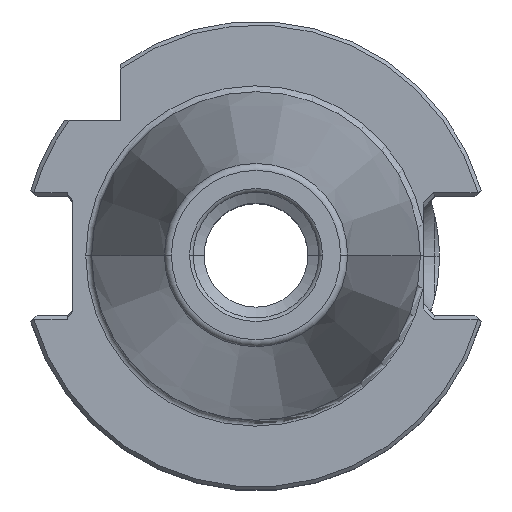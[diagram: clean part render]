
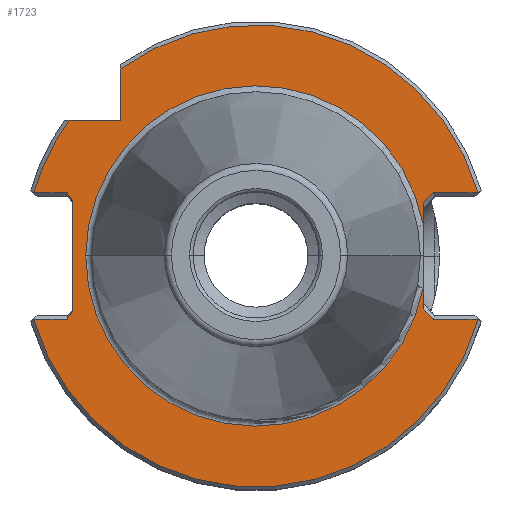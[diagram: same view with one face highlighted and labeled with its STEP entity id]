
A CAD part, top view. The second image highlights one B-rep face of the part: STEP entity #1723.
In plain terms, the highlighted planar face has unit normal (0, 0, 1).
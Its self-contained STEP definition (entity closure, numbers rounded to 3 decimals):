
#987=VERTEX_POINT('NONE',#2825);
#1001=VERTEX_POINT('NONE',#2839);
#1043=EDGE_CURVE('NONE',#1191,#2287,#2887,.T.);
#1075=VERTEX_POINT('NONE',#2925);
#1097=EDGE_CURVE('NONE',#2213,#1667,#2950,.T.);
#1157=VERTEX_POINT('NONE',#3017);
#1191=VERTEX_POINT('NONE',#3054);
#1329=EDGE_CURVE('NONE',#2577,#1689,#3204,.T.);
#1395=EDGE_CURVE('NONE',#1075,#1865,#3278,.T.);
#1479=EDGE_CURVE('NONE',#2287,#1865,#3366,.T.);
#1481=EDGE_CURVE('NONE',#2465,#1001,#3368,.T.);
#1617=EDGE_CURVE('NONE',#2227,#2465,#3521,.T.);
#1657=EDGE_CURVE('NONE',#2169,#1891,#3563,.T.);
#1667=VERTEX_POINT('NONE',#3575);
#1689=VERTEX_POINT('NONE',#3601);
#1717=EDGE_CURVE('NONE',#1157,#2189,#3633,.T.);
#1723=ADVANCED_FACE('NONE',(#3639),#3640,.T.);
#1763=VERTEX_POINT('NONE',#3686);
#1815=EDGE_CURVE('NONE',#2189,#987,#3745,.T.);
#1819=EDGE_CURVE('NONE',#1075,#2227,#3749,.T.);
#1861=EDGE_CURVE('NONE',#2213,#1157,#3796,.T.);
#1865=VERTEX_POINT('NONE',#3800);
#1891=VERTEX_POINT('NONE',#3826);
#2169=VERTEX_POINT('NONE',#4126);
#2189=VERTEX_POINT('NONE',#4147);
#2213=VERTEX_POINT('NONE',#4173);
#2227=VERTEX_POINT('NONE',#4187);
#2235=EDGE_CURVE('NONE',#1763,#2577,#4196,.T.);
#2253=EDGE_CURVE('NONE',#2627,#2169,#4216,.T.);
#2287=VERTEX_POINT('NONE',#4254);
#2373=EDGE_CURVE('NONE',#987,#1763,#4351,.T.);
#2449=EDGE_CURVE('NONE',#1689,#2627,#4436,.T.);
#2465=VERTEX_POINT('NONE',#4454);
#2577=VERTEX_POINT('NONE',#4575);
#2601=EDGE_CURVE('NONE',#1191,#1891,#4603,.T.);
#2627=VERTEX_POINT('NONE',#4633);
#2689=EDGE_CURVE('NONE',#1667,#1001,#4701,.T.);
#2825=CARTESIAN_POINT('',(-24.8,7.489,-3.2));
#2839=CARTESIAN_POINT('',(-18.35,25.295,-3.2));
#2887=CIRCLE('',#4968,23.025);
#2925=CARTESIAN_POINT('',(22.6,7.171,-3.2));
#2950=LINE('',#5105,#5106);
#3017=CARTESIAN_POINT('',(-30.058,8.55,-3.2));
#3054=CARTESIAN_POINT('',(22.6,-4.403,-3.2));
#3204=LINE('',#5530,#5531);
#3278=LINE('',#5625,#5626);
#3366=CIRCLE('',#5775,23.025);
#3368=CIRCLE('',#5778,31.25);
#3521=LINE('',#5987,#5988);
#3563=LINE('',#6048,#6049);
#3575=CARTESIAN_POINT('',(-18.35,18.35,-3.2));
#3601=CARTESIAN_POINT('',(-30.058,-8.55,-3.2));
#3633=LINE('',#6146,#6147);
#3639=FACE_OUTER_BOUND('',#6154,.T.);
#3640=PLANE('',#6155);
#3686=CARTESIAN_POINT('',(-24.8,-7.489,-3.2));
#3745=LINE('',#6314,#6315);
#3749=LINE('',#6321,#6322);
#3796=CIRCLE('',#6406,31.25);
#3800=CARTESIAN_POINT('',(22.6,4.403,-3.2));
#3826=CARTESIAN_POINT('',(22.6,-7.171,-3.2));
#4126=CARTESIAN_POINT('',(23.989,-8.56,-3.2));
#4147=CARTESIAN_POINT('',(-25.55,8.55,-3.2));
#4173=CARTESIAN_POINT('',(-25.295,18.35,-3.2));
#4187=CARTESIAN_POINT('',(23.989,8.56,-3.2));
#4196=LINE('',#7003,#7004);
#4216=LINE('',#7035,#7036);
#4254=CARTESIAN_POINT('',(-23.025,0.,-3.2));
#4351=LINE('',#7279,#7280);
#4436=CIRCLE('',#7444,31.25);
#4454=CARTESIAN_POINT('',(30.055,8.56,-3.2));
#4575=CARTESIAN_POINT('',(-25.55,-8.55,-3.2));
#4603=LINE('',#7736,#7737);
#4633=CARTESIAN_POINT('',(30.055,-8.56,-3.2));
#4701=LINE('',#7873,#7874);
#4968=AXIS2_PLACEMENT_3D('',#8109,#8110,#8111);
#5105=CARTESIAN_POINT('',(-38.35,18.35,-3.2));
#5106=VECTOR('',#8193,1000.0);
#5530=CARTESIAN_POINT('',(0.,-8.55,-3.2));
#5531=VECTOR('',#8454,1000.0);
#5625=CARTESIAN_POINT('',(22.6,-52.225,-3.2));
#5626=VECTOR('',#8558,1000.0);
#5775=AXIS2_PLACEMENT_3D('',#8615,#8616,#8617);
#5778=AXIS2_PLACEMENT_3D('',#8618,#8619,#8620);
#5987=CARTESIAN_POINT('',(31.75,8.56,-3.2));
#5988=VECTOR('',#8841,1000.0);
#6048=CARTESIAN_POINT('',(22.239,-6.811,-3.2));
#6049=VECTOR('',#8873,1000.0);
#6146=CARTESIAN_POINT('',(0.,8.55,-3.2));
#6147=VECTOR('',#8989,1000.0);
#6154=EDGE_LOOP('',(#8994,#8995,#8996,#8997,#8998,#8999,#9000,#9001,#9002,#9003,#9004,#9005,#9006,#9007,#9008,#9009,#9010,#9011));
#6155=AXIS2_PLACEMENT_3D('',#9012,#9013,#9014);
#6314=CARTESIAN_POINT('',(-19.157,-0.49,-3.2));
#6315=VECTOR('',#9150,1000.0);
#6321=CARTESIAN_POINT('',(-18.398,-33.827,-3.2));
#6322=VECTOR('',#9154,1000.0);
#6406=AXIS2_PLACEMENT_3D('',#9217,#9218,#9219);
#7003=CARTESIAN_POINT('',(-19.157,0.49,-3.2));
#7004=VECTOR('',#9583,1000.0);
#7035=CARTESIAN_POINT('',(24.2,-8.56,-3.2));
#7036=VECTOR('',#9612,1000.0);
#7279=CARTESIAN_POINT('',(-24.8,-52.225,-3.2));
#7280=VECTOR('',#9768,1000.0);
#7444=AXIS2_PLACEMENT_3D('',#9868,#9869,#9870);
#7736=CARTESIAN_POINT('',(22.6,-52.225,-3.2));
#7737=VECTOR('',#10060,1000.0);
#7873=CARTESIAN_POINT('',(-18.35,18.35,-3.2));
#7874=VECTOR('',#10176,1000.0);
#8109=CARTESIAN_POINT('',(0.0,0.0,-3.2));
#8110=DIRECTION('',(0.0,0.0,-1.0));
#8111=DIRECTION('',(-1.0,0.,0.0));
#8193=DIRECTION('',(1.0,0.,0.0));
#8454=DIRECTION('',(-1.0,0.,0.0));
#8558=DIRECTION('',(0.,-1.0,0.0));
#8615=CARTESIAN_POINT('',(0.0,0.0,-3.2));
#8616=DIRECTION('',(0.0,0.0,-1.0));
#8617=DIRECTION('',(-1.0,0.,0.0));
#8618=CARTESIAN_POINT('',(0.0,0.0,-3.2));
#8619=DIRECTION('',(0.0,0.0,1.0));
#8620=DIRECTION('',(-1.0,0.,0.0));
#8841=DIRECTION('',(1.0,0.,-0.0));
#8873=DIRECTION('',(-0.707,0.707,0.0));
#8989=DIRECTION('',(1.0,0.,-0.0));
#8994=ORIENTED_EDGE('',*,*,#1395,.F.);
#8995=ORIENTED_EDGE('',*,*,#1819,.T.);
#8996=ORIENTED_EDGE('',*,*,#1617,.T.);
#8997=ORIENTED_EDGE('',*,*,#1481,.T.);
#8998=ORIENTED_EDGE('',*,*,#2689,.F.);
#8999=ORIENTED_EDGE('',*,*,#1097,.F.);
#9000=ORIENTED_EDGE('',*,*,#1861,.T.);
#9001=ORIENTED_EDGE('',*,*,#1717,.T.);
#9002=ORIENTED_EDGE('',*,*,#1815,.T.);
#9003=ORIENTED_EDGE('',*,*,#2373,.T.);
#9004=ORIENTED_EDGE('',*,*,#2235,.T.);
#9005=ORIENTED_EDGE('',*,*,#1329,.T.);
#9006=ORIENTED_EDGE('',*,*,#2449,.T.);
#9007=ORIENTED_EDGE('',*,*,#2253,.T.);
#9008=ORIENTED_EDGE('',*,*,#1657,.T.);
#9009=ORIENTED_EDGE('',*,*,#2601,.F.);
#9010=ORIENTED_EDGE('',*,*,#1043,.T.);
#9011=ORIENTED_EDGE('',*,*,#1479,.T.);
#9012=CARTESIAN_POINT('',(0.,-52.225,-3.2));
#9013=DIRECTION('',(0.0,0.0,1.0));
#9014=DIRECTION('',(-1.0,0.,0.0));
#9150=DIRECTION('',(0.577,-0.816,-0.0));
#9154=DIRECTION('',(0.707,0.707,0.0));
#9217=CARTESIAN_POINT('',(0.0,0.0,-3.2));
#9218=DIRECTION('',(0.0,0.0,1.0));
#9219=DIRECTION('',(-1.0,0.,0.0));
#9583=DIRECTION('',(-0.577,-0.816,0.0));
#9612=DIRECTION('',(-1.0,0.,0.0));
#9768=DIRECTION('',(0.,-1.0,0.0));
#9868=CARTESIAN_POINT('',(0.0,0.0,-3.2));
#9869=DIRECTION('',(0.0,0.0,1.0));
#9870=DIRECTION('',(-1.0,0.,0.0));
#10060=DIRECTION('',(0.,-1.0,0.0));
#10176=DIRECTION('',(0.,1.0,0.0));
